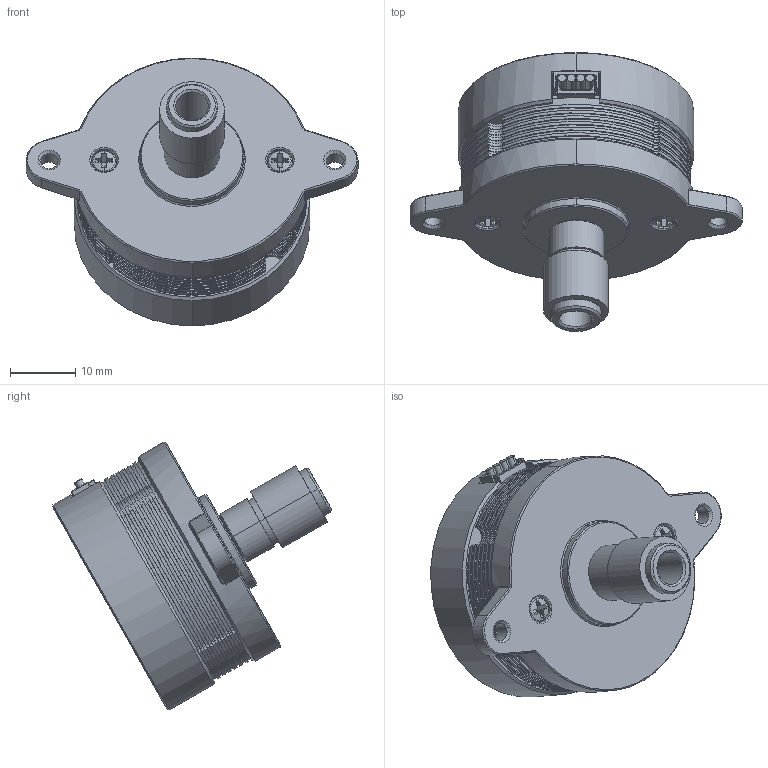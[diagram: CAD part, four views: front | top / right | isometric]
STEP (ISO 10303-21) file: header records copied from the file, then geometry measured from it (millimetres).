
FILE_DESCRIPTION (( 'STEP AP203' ), '1' );
FILE_NAME ('LDO Motor and Worm.STEP', '2023-01-02T09:44:36', ( '' ), ( '' ), 'SwSTEP 2.0', 'SolidWorks 2022', '' );
FILE_SCHEMA (( 'CONFIG_CONTROL_DESIGN' ));
Length unit declared in the file: millimetre
Products named in the file (3): LDO Motor and Worm; LDO-36STH20-1004AHG; Worm Drive
Assembly tree (2 placements, depth 2):
  LDO Motor and Worm
    LDO-36STH20-1004AHG
    Worm Drive
Bounding box: 51 x 42.86 x 41.16 mm (x, y, z)
Volume: 21339.1 mm3; surface area: 6955.4 mm2
Topology: 10 solids, 10 shells, 543 faces, 1349 edges, 841 vertices
Faces by surface type: cylinder 232, plane 209, cone 86, torus 8, bspline 4, sphere 4
Entity records: 16591 total; most frequent: DIRECTION 3082, CARTESIAN_POINT 2912, ORIENTED_EDGE 2690, EDGE_CURVE 1345, AXIS2_PLACEMENT_3D 1243, VERTEX_POINT 841, CIRCLE 699, VECTOR 596
